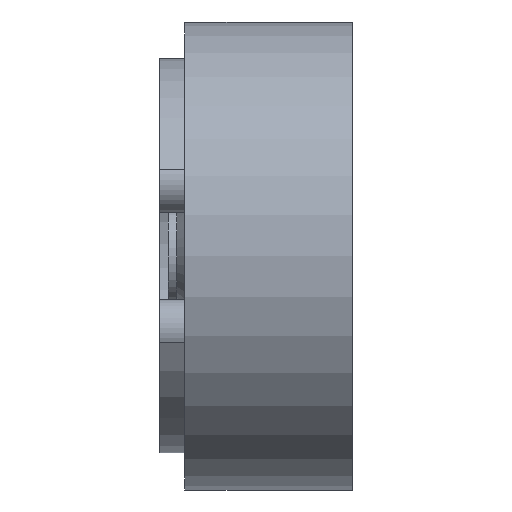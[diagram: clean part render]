
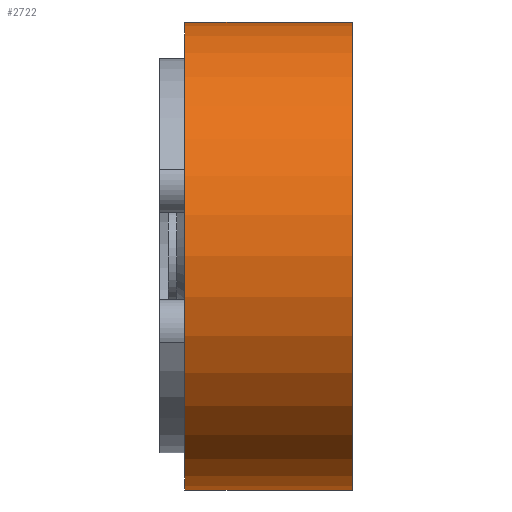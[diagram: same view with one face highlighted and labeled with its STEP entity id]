
A CAD part, left-side view. The second image highlights one B-rep face of the part: STEP entity #2722.
In plain terms, the highlighted cylindrical face has radius 14 mm (diameter 28 mm), a partial arc.
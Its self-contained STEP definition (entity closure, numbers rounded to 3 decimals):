
#50 = VECTOR ( 'NONE', #4534, 1000. ) ;
#57 = VERTEX_POINT ( 'NONE', #1086 ) ;
#459 = ORIENTED_EDGE ( 'NONE', *, *, #1047, .T. ) ;
#462 = VERTEX_POINT ( 'NONE', #899 ) ;
#569 = CARTESIAN_POINT ( 'NONE',  ( -45., 10., -14. ) ) ;
#899 = CARTESIAN_POINT ( 'NONE',  ( -45., 0., 14. ) ) ;
#904 = DIRECTION ( 'NONE',  ( 0., 0., -1. ) ) ;
#1022 = DIRECTION ( 'NONE',  ( 0., -1., 0. ) ) ;
#1047 = EDGE_CURVE ( 'NONE', #57, #1620, #3309, .T. ) ;
#1086 = CARTESIAN_POINT ( 'NONE',  ( -45., 10., 14. ) ) ;
#1259 = CARTESIAN_POINT ( 'NONE',  ( -45., 10., 0. ) ) ;
#1351 = CYLINDRICAL_SURFACE ( 'NONE', #2913, 14. ) ;
#1523 = DIRECTION ( 'NONE',  ( 0., -1., 0. ) ) ;
#1620 = VERTEX_POINT ( 'NONE', #4189 ) ;
#1894 = AXIS2_PLACEMENT_3D ( 'NONE', #4451, #4855, #904 ) ;
#2017 = DIRECTION ( 'NONE',  ( 0., -1., 0. ) ) ;
#2131 = ORIENTED_EDGE ( 'NONE', *, *, #4908, .F. ) ;
#2154 = CARTESIAN_POINT ( 'NONE',  ( -45., 0., -14. ) ) ;
#2446 = DIRECTION ( 'NONE',  ( 0., 0., 1. ) ) ;
#2488 = CARTESIAN_POINT ( 'NONE',  ( -45., 10., 0. ) ) ;
#2634 = VERTEX_POINT ( 'NONE', #2154 ) ;
#2722 = ADVANCED_FACE ( 'NONE', ( #4763 ), #1351, .T. ) ;
#2849 = EDGE_CURVE ( 'NONE', #1620, #2634, #4209, .T. ) ;
#2913 = AXIS2_PLACEMENT_3D ( 'NONE', #1259, #2017, #2446 ) ;
#3031 = LINE ( 'NONE', #4889, #3820 ) ;
#3309 = CIRCLE ( 'NONE', #4598, 14. ) ;
#3505 = EDGE_CURVE ( 'NONE', #462, #2634, #4196, .T. ) ;
#3784 = ORIENTED_EDGE ( 'NONE', *, *, #3505, .F. ) ;
#3820 = VECTOR ( 'NONE', #1523, 1000. ) ;
#4189 = CARTESIAN_POINT ( 'NONE',  ( -45., 10., -14. ) ) ;
#4196 = CIRCLE ( 'NONE', #1894, 14. ) ;
#4209 = LINE ( 'NONE', #569, #50 ) ;
#4234 = ORIENTED_EDGE ( 'NONE', *, *, #2849, .T. ) ;
#4451 = CARTESIAN_POINT ( 'NONE',  ( -45., 0., 0. ) ) ;
#4534 = DIRECTION ( 'NONE',  ( 0., -1., 0. ) ) ;
#4541 = DIRECTION ( 'NONE',  ( 0., 0., -1. ) ) ;
#4598 = AXIS2_PLACEMENT_3D ( 'NONE', #2488, #1022, #4541 ) ;
#4668 = EDGE_LOOP ( 'NONE', ( #459, #4234, #3784, #2131 ) ) ;
#4763 = FACE_OUTER_BOUND ( 'NONE', #4668, .T. ) ;
#4855 = DIRECTION ( 'NONE',  ( 0., -1., 0. ) ) ;
#4889 = CARTESIAN_POINT ( 'NONE',  ( -45., 10., 14. ) ) ;
#4908 = EDGE_CURVE ( 'NONE', #57, #462, #3031, .T. ) ;
